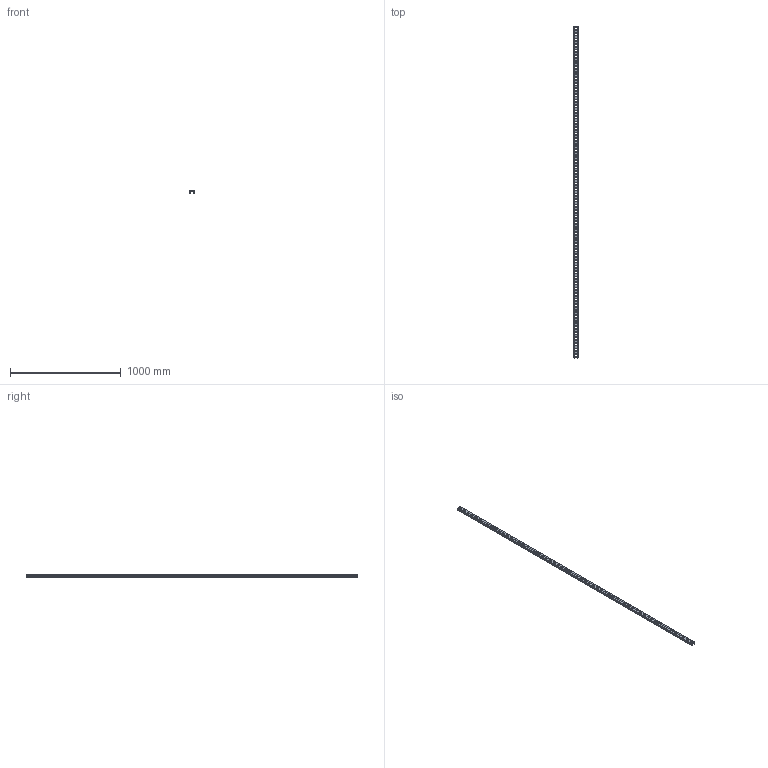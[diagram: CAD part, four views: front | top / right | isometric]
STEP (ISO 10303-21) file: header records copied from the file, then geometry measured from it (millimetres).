
FILE_DESCRIPTION((''),'2;1');
FILE_NAME('643230_PRT','2018-12-05T12:37:24',('tomasz.grudniewski'),(''),'CREO PARAMETRIC BY PTC INC, 2018260','CREO PARAMETRIC BY PTC INC, 2018260','');
FILE_SCHEMA(('CONFIG_CONTROL_DESIGN'));
Length unit declared in the file: millimetre
Products named in the file (1): 643230_PRT
Bounding box: 41 x 3000 x 21 mm (x, y, z)
Volume: 562649.5 mm3; surface area: 584033.7 mm2
Topology: 1 solids, 1 shells, 294 faces, 828 edges, 536 vertices
Faces by surface type: plane 162, cylinder 132
Entity records: 9770 total; most frequent: DIRECTION 1680, CARTESIAN_POINT 1658, ORIENTED_EDGE 1656, EDGE_CURVE 828, VECTOR 564, LINE 564, AXIS2_PLACEMENT_3D 558, VERTEX_POINT 536
